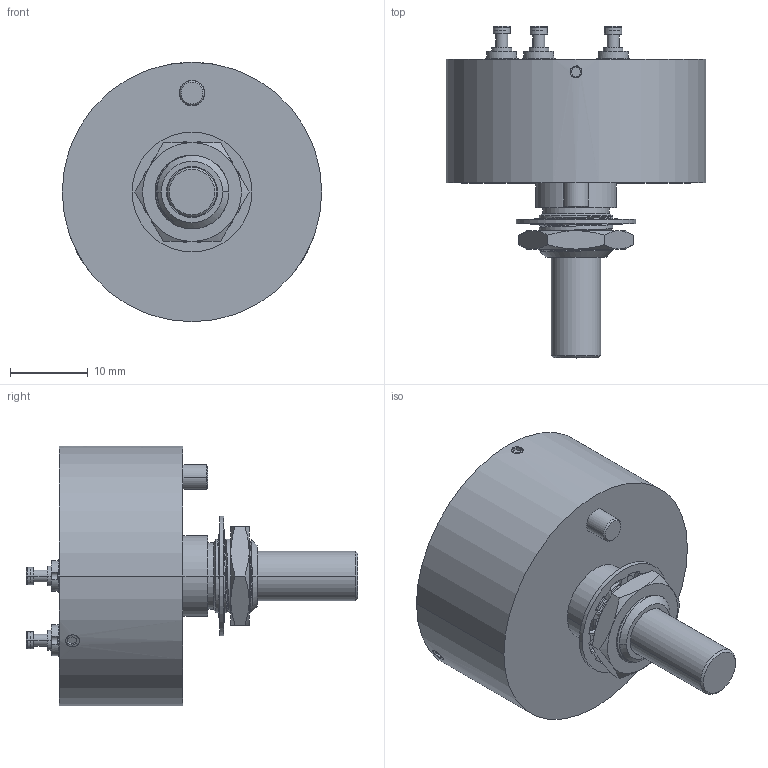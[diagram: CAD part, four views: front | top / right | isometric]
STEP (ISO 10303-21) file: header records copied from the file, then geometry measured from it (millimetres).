
FILE_DESCRIPTION((''),'2;1');
FILE_NAME('6370-23-1_SW0003','2013-08-09T',('bmozley'),(''),'PRO/ENGINEER BY PARAMETRIC TECHNOLOGY CORPORATION, 2013150','PRO/ENGINEER BY PARAMETRIC TECHNOLOGY CORPORATION, 2013150','');
FILE_SCHEMA(('CONFIG_CONTROL_DESIGN'));
Length unit declared in the file: inch
Products named in the file (1): 6370-23-1_SW0003
Bounding box: 33.32 x 42.62 x 33.32 mm (x, y, z)
Volume: 15122.7 mm3; surface area: 5046.8 mm2
Topology: 1 solids, 1 shells, 333 faces, 887 edges, 563 vertices
Faces by surface type: cylinder 124, plane 91, bspline 78, cone 22, torus 18
Entity records: 16443 total; most frequent: CARTESIAN_POINT 8571, ORIENTED_EDGE 1774, DIRECTION 1418, EDGE_CURVE 887, VERTEX_POINT 563, AXIS2_PLACEMENT_3D 521, VECTOR 376, LINE 376
